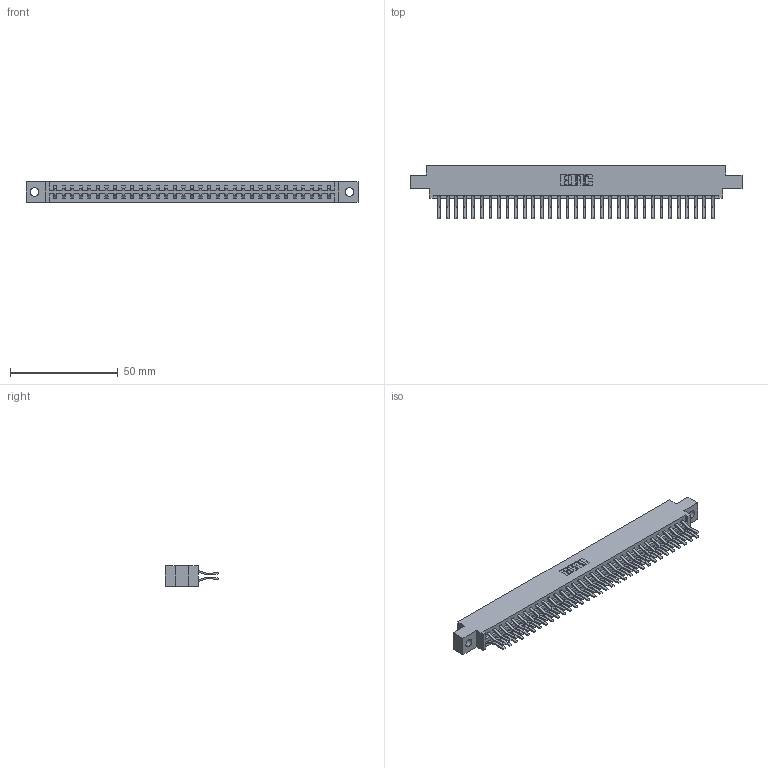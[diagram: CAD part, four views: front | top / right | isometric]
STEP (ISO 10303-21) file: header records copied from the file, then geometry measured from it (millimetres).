
FILE_DESCRIPTION (( 'STEP AP203' ), '1' );
FILE_NAME ('337-066-560-804.STEP', '2019-10-12T01:35:29', ( '' ), ( '' ), 'SwSTEP 2.0', 'SolidWorks 2016', '' );
FILE_SCHEMA (( 'CONFIG_CONTROL_DESIGN' ));
Length unit declared in the file: inch
Products named in the file (3): 337 Part_0.170 Offset - 0.156 Dia-TH; 345-292-001_560 Tail; 337-066-560-804
Assembly tree (67 placements, depth 2):
  337-066-560-804
    337 Part_0.170 Offset - 0.156 Dia-TH
    345-292-001_560 Tail  x66
Bounding box: 153.77 x 24.78 x 9.4 mm (x, y, z)
Volume: 16313.1 mm3; surface area: 19511.9 mm2
Topology: 67 solids, 67 shells, 3814 faces, 11345 edges, 7474 vertices
Faces by surface type: plane 2582, cylinder 1232
Entity records: 26973 total; most frequent: CARTESIAN_POINT 4554, ORIENTED_EDGE 4490, DIRECTION 3893, EDGE_CURVE 2245, VECTOR 2113, LINE 2113, VERTEX_POINT 1494, AXIS2_PLACEMENT_3D 890
